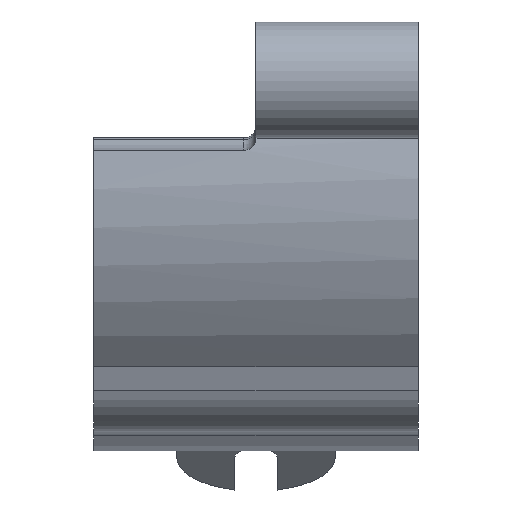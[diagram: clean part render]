
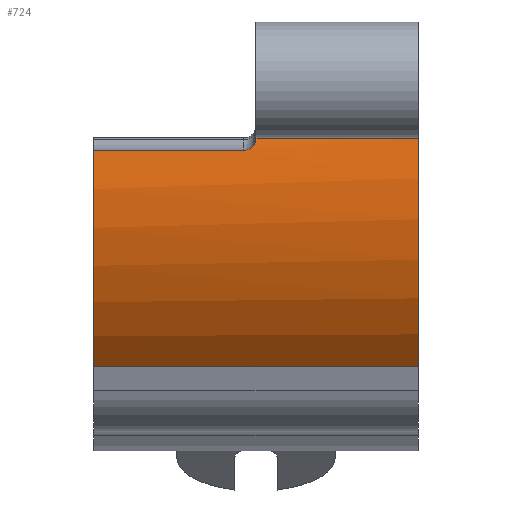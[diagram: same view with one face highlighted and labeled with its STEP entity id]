
A CAD part, left-side view. The second image highlights one B-rep face of the part: STEP entity #724.
In plain terms, the highlighted cylindrical face has radius 20.955 mm (diameter 41.91 mm), a partial arc.
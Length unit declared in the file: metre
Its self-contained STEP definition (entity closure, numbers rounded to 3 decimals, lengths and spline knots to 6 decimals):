
#45=B_SPLINE_CURVE_WITH_KNOTS('',3,(#1136,#1137,#1138,#1139,#1140),
 .UNSPECIFIED.,.F.,.F.,(4,1,4),(0.,0.000801,0.001603),
 .UNSPECIFIED.);
#63=CIRCLE('',#784,0.020955);
#64=CIRCLE('',#785,0.020955);
#126=ORIENTED_EDGE('',*,*,#344,.F.);
#127=ORIENTED_EDGE('',*,*,#345,.T.);
#128=ORIENTED_EDGE('',*,*,#346,.T.);
#129=ORIENTED_EDGE('',*,*,#347,.T.);
#130=ORIENTED_EDGE('',*,*,#348,.T.);
#131=ORIENTED_EDGE('',*,*,#349,.F.);
#344=EDGE_CURVE('',#451,#452,#519,.F.);
#345=EDGE_CURVE('',#451,#453,#45,.T.);
#346=EDGE_CURVE('',#453,#454,#520,.F.);
#347=EDGE_CURVE('',#454,#455,#63,.T.);
#348=EDGE_CURVE('',#455,#456,#521,.F.);
#349=EDGE_CURVE('',#452,#456,#64,.T.);
#451=VERTEX_POINT('',#1134);
#452=VERTEX_POINT('',#1135);
#453=VERTEX_POINT('',#1141);
#454=VERTEX_POINT('',#1143);
#455=VERTEX_POINT('',#1145);
#456=VERTEX_POINT('',#1147);
#519=LINE('',#1133,#572);
#520=LINE('',#1142,#573);
#521=LINE('',#1146,#574);
#572=VECTOR('',#889,1.);
#573=VECTOR('',#890,1.);
#574=VECTOR('',#893,1.);
#616=EDGE_LOOP('',(#126,#127,#128,#129,#130,#131));
#659=FACE_BOUND('',#616,.T.);
#701=CYLINDRICAL_SURFACE('',#783,0.020955);
#724=ADVANCED_FACE('',(#659),#701,.T.);
#783=AXIS2_PLACEMENT_3D('',#1132,#887,#888);
#784=AXIS2_PLACEMENT_3D('',#1144,#891,#892);
#785=AXIS2_PLACEMENT_3D('',#1148,#894,#895);
#887=DIRECTION('',(0.,1.,0.));
#888=DIRECTION('',(0.,0.,1.));
#889=DIRECTION('',(0.,1.,0.));
#890=DIRECTION('',(0.,-1.,0.));
#891=DIRECTION('',(0.,-1.,0.));
#892=DIRECTION('',(0.,0.,-1.));
#893=DIRECTION('',(0.,1.,0.));
#894=DIRECTION('',(0.,-1.,0.));
#895=DIRECTION('',(0.,0.,-1.));
#1132=CARTESIAN_POINT('',(0.,-0.013972,-0.059373));
#1133=CARTESIAN_POINT('',(-0.020406,-0.007303,-0.054608));
#1134=CARTESIAN_POINT('',(-0.020406,-0.000635,-0.054608));
#1135=CARTESIAN_POINT('',(-0.020406,-0.01397,-0.054608));
#1136=CARTESIAN_POINT('',(-0.020406,-0.000635,-0.054608));
#1137=CARTESIAN_POINT('',(-0.020468,-0.000635,-0.054872));
#1138=CARTESIAN_POINT('',(-0.020577,-0.000421,-0.055395));
#1139=CARTESIAN_POINT('',(-0.020616,0.00011,-0.055621));
#1140=CARTESIAN_POINT('',(-0.020616,0.000381,-0.055621));
#1141=CARTESIAN_POINT('',(-0.020616,0.000381,-0.055621));
#1142=CARTESIAN_POINT('',(-0.020616,0.067498,-0.055621));
#1143=CARTESIAN_POINT('',(-0.020616,0.0127,-0.055621));
#1144=CARTESIAN_POINT('',(0.,0.0127,-0.059373));
#1145=CARTESIAN_POINT('',(-0.01557,0.0127,-0.073397));
#1146=CARTESIAN_POINT('',(-0.01557,-0.013972,-0.073397));
#1147=CARTESIAN_POINT('',(-0.01557,-0.01397,-0.073397));
#1148=CARTESIAN_POINT('',(0.,-0.01397,-0.059373));
